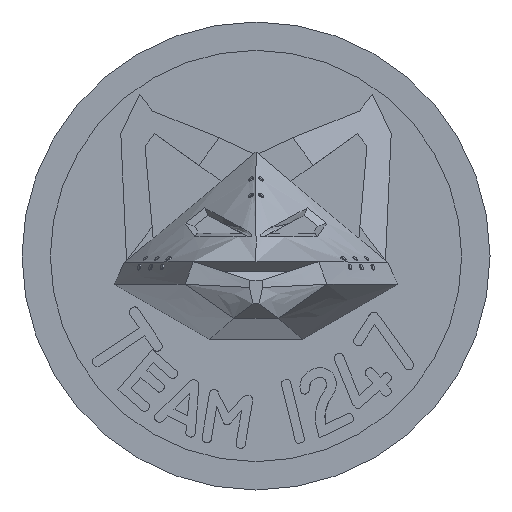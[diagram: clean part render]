
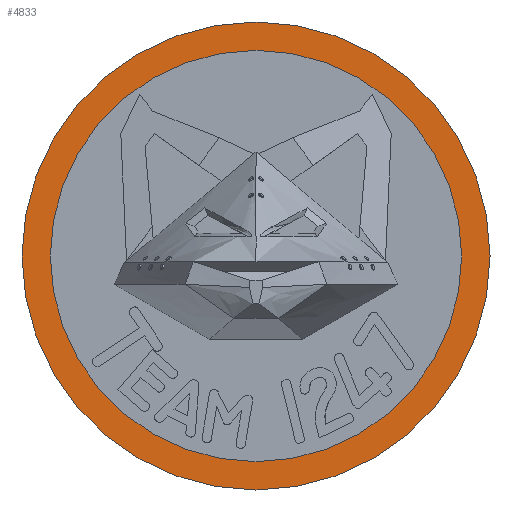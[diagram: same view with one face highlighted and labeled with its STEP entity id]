
A CAD part, left-side view. The second image highlights one B-rep face of the part: STEP entity #4833.
In plain terms, the highlighted planar face has unit normal (-1, 0, 0).
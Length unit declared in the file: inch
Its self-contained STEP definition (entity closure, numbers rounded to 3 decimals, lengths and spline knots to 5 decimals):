
#48=CIRCLE($,#5006,0.725);
#49=CIRCLE($,#5008,0.825);
#87=FACE_BOUND($,#1640,.T.);
#88=FACE_BOUND($,#1641,.T.);
#1155=PLANE($,#5007);
#1640=EDGE_LOOP($,(#4299));
#1641=EDGE_LOOP($,(#4300));
#2400=VERTEX_POINT($,#8600);
#2401=VERTEX_POINT($,#8603);
#3059=EDGE_CURVE($,#2400,#2400,#48,.T.);
#3060=EDGE_CURVE($,#2401,#2401,#49,.T.);
#4299=ORIENTED_EDGE($,*,*,#3059,.T.);
#4300=ORIENTED_EDGE($,*,*,#3060,.T.);
#4833=ADVANCED_FACE($,(#87,#88),#1155,.F.);
#5006=AXIS2_PLACEMENT_3D($,#8601,#5682,#5683);
#5007=AXIS2_PLACEMENT_3D($,#8602,#5684,#5685);
#5008=AXIS2_PLACEMENT_3D($,#8604,#5686,#5687);
#5682=DIRECTION('center_axis',(1.,0.,0.));
#5683=DIRECTION('ref_axis',(0.,0.,-1.));
#5684=DIRECTION('center_axis',(1.,0.,0.));
#5685=DIRECTION('ref_axis',(0.,0.,-1.));
#5686=DIRECTION('center_axis',(-1.,0.,0.));
#5687=DIRECTION('ref_axis',(0.,0.,-1.));
#8600=CARTESIAN_POINT('',(0.60802,0.,0.825));
#8601=CARTESIAN_POINT('Origin',(0.60802,0.,0.1));
#8602=CARTESIAN_POINT('Origin',(0.60802,0.,
0.1));
#8603=CARTESIAN_POINT('',(0.60802,0.,0.925));
#8604=CARTESIAN_POINT('Origin',(0.60802,0.,0.1));
